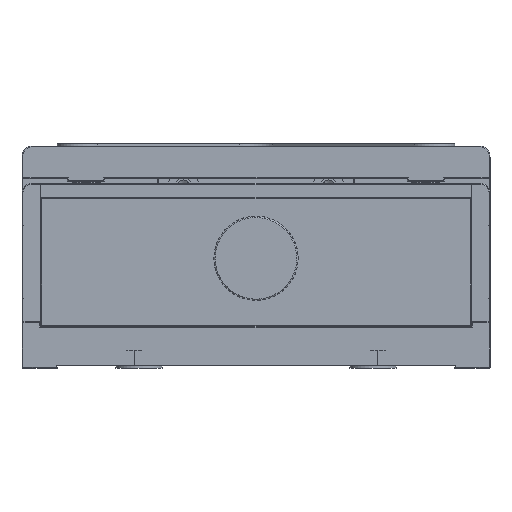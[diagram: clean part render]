
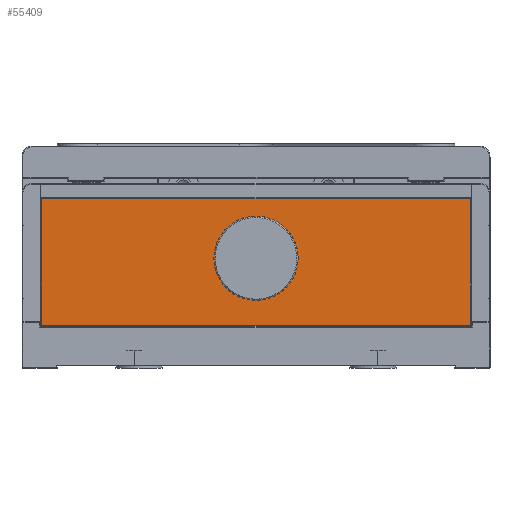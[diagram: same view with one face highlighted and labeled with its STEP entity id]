
A CAD part, left-side view. The second image highlights one B-rep face of the part: STEP entity #55409.
In plain terms, the highlighted planar face has unit normal (-1, 0, 0).
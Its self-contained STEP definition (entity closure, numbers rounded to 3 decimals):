
#2362 = VERTEX_POINT ( 'NONE', #29672 ) ;
#2692 = CARTESIAN_POINT ( 'NONE',  ( -168.961, 6.794, 18.5 ) ) ;
#3336 = CARTESIAN_POINT ( 'NONE',  ( -168.961, 9.994, 18.5 ) ) ;
#4440 = VERTEX_POINT ( 'NONE', #60982 ) ;
#4466 = VERTEX_POINT ( 'NONE', #42601 ) ;
#4789 = DIRECTION ( 'NONE',  ( 0., 1., 0. ) ) ;
#5153 = DIRECTION ( 'NONE',  ( 1., 0., 0. ) ) ;
#6681 = FACE_OUTER_BOUND ( 'NONE', #59786, .T. ) ;
#8527 = ORIENTED_EDGE ( 'NONE', *, *, #52378, .T. ) ;
#9189 = VERTEX_POINT ( 'NONE', #38700 ) ;
#9705 = DIRECTION ( 'NONE',  ( 0., 1., 0. ) ) ;
#10370 = VECTOR ( 'NONE', #62996, 1000. ) ;
#13043 = CARTESIAN_POINT ( 'NONE',  ( -168.961, 9.994, 17.75 ) ) ;
#13698 = LINE ( 'NONE', #36571, #23562 ) ;
#17480 = CARTESIAN_POINT ( 'NONE',  ( -168.961, -35.806, 17.75 ) ) ;
#23562 = VECTOR ( 'NONE', #58723, 1000. ) ;
#25275 = AXIS2_PLACEMENT_3D ( 'NONE', #13043, #29560, #74206 ) ;
#26587 = DIRECTION ( 'NONE',  ( 1., 0., 0. ) ) ;
#28974 = VERTEX_POINT ( 'NONE', #2692 ) ;
#29367 = CIRCLE ( 'NONE', #48601, 3.2 ) ;
#29560 = DIRECTION ( 'NONE',  ( 1., 0., 0. ) ) ;
#29672 = CARTESIAN_POINT ( 'NONE',  ( -168.961, -35.806, 31.3 ) ) ;
#33059 = EDGE_CURVE ( 'NONE', #4440, #4466, #58106, .T. ) ;
#33082 = ORIENTED_EDGE ( 'NONE', *, *, #33059, .T. ) ;
#34165 = ORIENTED_EDGE ( 'NONE', *, *, #46507, .T. ) ;
#34738 = DIRECTION ( 'NONE',  ( 0., 0., 1. ) ) ;
#36033 = EDGE_CURVE ( 'NONE', #28974, #9189, #74013, .T. ) ;
#36571 = CARTESIAN_POINT ( 'NONE',  ( -168.961, 9.994, 31.3 ) ) ;
#37036 = EDGE_CURVE ( 'NONE', #4466, #2362, #45974, .T. ) ;
#38700 = CARTESIAN_POINT ( 'NONE',  ( -168.961, 13.194, 18.5 ) ) ;
#40108 = CARTESIAN_POINT ( 'NONE',  ( -168.961, 9.994, 4.2 ) ) ;
#41543 = PLANE ( 'NONE',  #25275 ) ;
#41653 = AXIS2_PLACEMENT_3D ( 'NONE', #3336, #26587, #9705 ) ;
#42601 = CARTESIAN_POINT ( 'NONE',  ( -168.961, -35.806, 4.2 ) ) ;
#42954 = ORIENTED_EDGE ( 'NONE', *, *, #51344, .T. ) ;
#45236 = CARTESIAN_POINT ( 'NONE',  ( -168.961, 55.794, 31.3 ) ) ;
#45974 = LINE ( 'NONE', #17480, #59450 ) ;
#46507 = EDGE_CURVE ( 'NONE', #9189, #28974, #29367, .T. ) ;
#48601 = AXIS2_PLACEMENT_3D ( 'NONE', #61805, #5153, #4789 ) ;
#50048 = VERTEX_POINT ( 'NONE', #45236 ) ;
#50070 = VECTOR ( 'NONE', #73310, 1000. ) ;
#50473 = ORIENTED_EDGE ( 'NONE', *, *, #37036, .T. ) ;
#51344 = EDGE_CURVE ( 'NONE', #2362, #50048, #13698, .T. ) ;
#52378 = EDGE_CURVE ( 'NONE', #50048, #4440, #57548, .T. ) ;
#55409 = ADVANCED_FACE ( 'NONE', ( #58073, #6681 ), #41543, .F. ) ;
#56875 = EDGE_LOOP ( 'NONE', ( #64539, #34165 ) ) ;
#57548 = LINE ( 'NONE', #61690, #50070 ) ;
#58073 = FACE_BOUND ( 'NONE', #56875, .T. ) ;
#58106 = LINE ( 'NONE', #40108, #10370 ) ;
#58723 = DIRECTION ( 'NONE',  ( 0., 1., 0. ) ) ;
#59450 = VECTOR ( 'NONE', #34738, 1000. ) ;
#59786 = EDGE_LOOP ( 'NONE', ( #50473, #42954, #8527, #33082 ) ) ;
#60982 = CARTESIAN_POINT ( 'NONE',  ( -168.961, 55.794, 4.2 ) ) ;
#61690 = CARTESIAN_POINT ( 'NONE',  ( -168.961, 55.794, 17.75 ) ) ;
#61805 = CARTESIAN_POINT ( 'NONE',  ( -168.961, 9.994, 18.5 ) ) ;
#62996 = DIRECTION ( 'NONE',  ( 0., -1., 0. ) ) ;
#64539 = ORIENTED_EDGE ( 'NONE', *, *, #36033, .T. ) ;
#73310 = DIRECTION ( 'NONE',  ( 0., 0., -1. ) ) ;
#74013 = CIRCLE ( 'NONE', #41653, 3.2 ) ;
#74206 = DIRECTION ( 'NONE',  ( 0., 1., 0. ) ) ;
